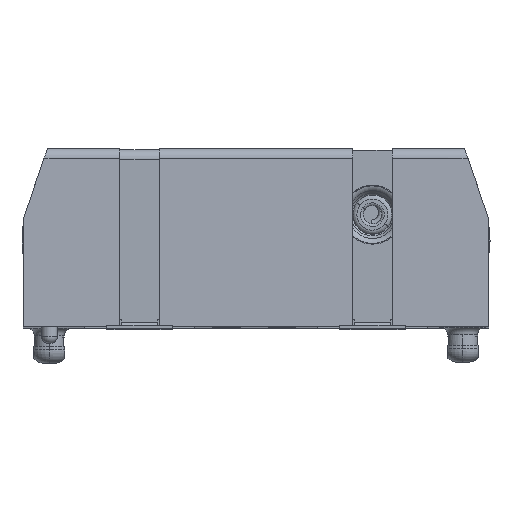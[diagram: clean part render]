
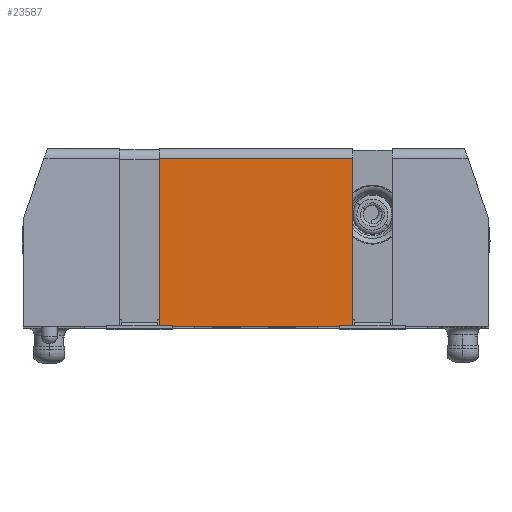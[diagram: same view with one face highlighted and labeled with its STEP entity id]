
A CAD part, top view. The second image highlights one B-rep face of the part: STEP entity #23587.
In plain terms, the highlighted planar face has unit normal (0, 0.018, 1).
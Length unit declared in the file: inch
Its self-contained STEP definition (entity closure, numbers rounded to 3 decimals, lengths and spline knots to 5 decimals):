
#245 = ORIENTED_EDGE ( 'NONE', *, *, #3195, .T. ) ;
#514 = EDGE_CURVE ( 'NONE', #26641, #21609, #18549, .T. ) ;
#1020 = VERTEX_POINT ( 'NONE', #35577 ) ;
#1137 = AXIS2_PLACEMENT_3D ( 'NONE', #24640, #8516, #31099 ) ;
#3195 = EDGE_CURVE ( 'NONE', #1020, #21609, #23923, .T. ) ;
#6889 = DIRECTION ( 'NONE',  ( 1., 0., 0. ) ) ;
#7555 = LINE ( 'NONE', #31907, #40912 ) ;
#8328 = CARTESIAN_POINT ( 'NONE',  ( 0.4039, 0.24112, 1.4999 ) ) ;
#8516 = DIRECTION ( 'NONE',  ( 0., 0.017, 1. ) ) ;
#15139 = DIRECTION ( 'NONE',  ( -1., 0., 0. ) ) ;
#16331 = EDGE_CURVE ( 'NONE', #26641, #24233, #33028, .T. ) ;
#18310 = CARTESIAN_POINT ( 'NONE',  ( 0.4039, 0.24112, 1.4999 ) ) ;
#18549 = LINE ( 'NONE', #23098, #34698 ) ;
#20944 = CARTESIAN_POINT ( 'NONE',  ( 0.4039, -0.39958, 1.51108 ) ) ;
#21609 = VERTEX_POINT ( 'NONE', #18310 ) ;
#23098 = CARTESIAN_POINT ( 'NONE',  ( 0.4039, -0.39958, 1.51108 ) ) ;
#23587 = ADVANCED_FACE ( 'NONE', ( #29173 ), #30960, .T. ) ;
#23923 = LINE ( 'NONE', #8328, #30444 ) ;
#24233 = VERTEX_POINT ( 'NONE', #25394 ) ;
#24640 = CARTESIAN_POINT ( 'NONE',  ( -0.1151, -0.39958, 1.51108 ) ) ;
#25394 = CARTESIAN_POINT ( 'NONE',  ( 1.1419, -0.39958, 1.51108 ) ) ;
#26228 = CARTESIAN_POINT ( 'NONE',  ( -0.1151, -0.39958, 1.51108 ) ) ;
#26641 = VERTEX_POINT ( 'NONE', #20944 ) ;
#26735 = EDGE_LOOP ( 'NONE', ( #39991, #245, #36958, #30488 ) ) ;
#29173 = FACE_OUTER_BOUND ( 'NONE', #26735, .T. ) ;
#30282 = DIRECTION ( 'NONE',  ( 0., 1., -0.017 ) ) ;
#30444 = VECTOR ( 'NONE', #15139, 39.37008 ) ;
#30465 = EDGE_CURVE ( 'NONE', #1020, #24233, #7555, .T. ) ;
#30488 = ORIENTED_EDGE ( 'NONE', *, *, #16331, .T. ) ;
#30960 = PLANE ( 'NONE',  #1137 ) ;
#31099 = DIRECTION ( 'NONE',  ( 1., 0., 0. ) ) ;
#31907 = CARTESIAN_POINT ( 'NONE',  ( 1.1419, -0.39958, 1.51108 ) ) ;
#33028 = LINE ( 'NONE', #26228, #37127 ) ;
#34698 = VECTOR ( 'NONE', #30282, 39.37008 ) ;
#35577 = CARTESIAN_POINT ( 'NONE',  ( 1.1419, 0.24112, 1.4999 ) ) ;
#36958 = ORIENTED_EDGE ( 'NONE', *, *, #514, .F. ) ;
#37127 = VECTOR ( 'NONE', #6889, 39.37008 ) ;
#38411 = DIRECTION ( 'NONE',  ( 0., -1., 0.017 ) ) ;
#39991 = ORIENTED_EDGE ( 'NONE', *, *, #30465, .F. ) ;
#40912 = VECTOR ( 'NONE', #38411, 39.37008 ) ;
